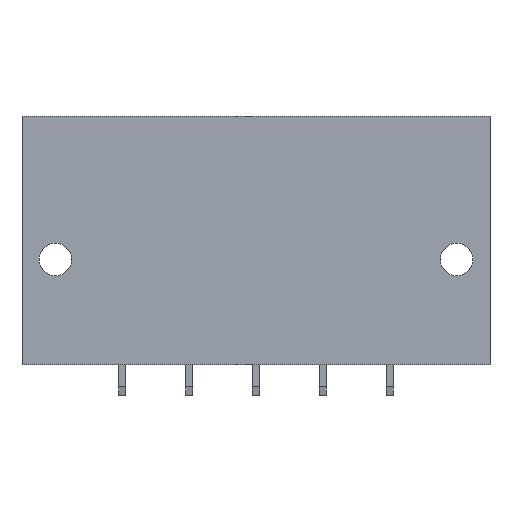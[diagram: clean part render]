
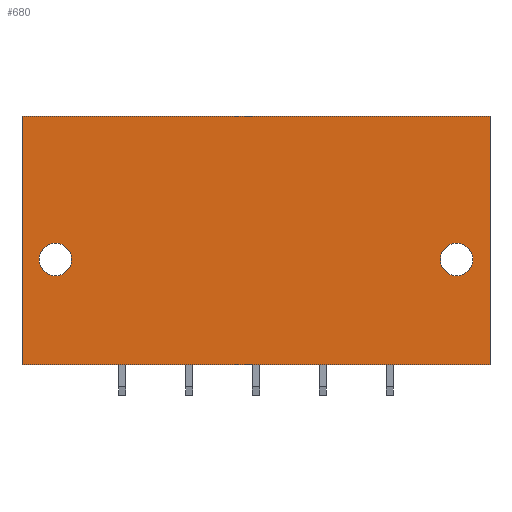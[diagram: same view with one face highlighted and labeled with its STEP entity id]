
A CAD part, front view. The second image highlights one B-rep face of the part: STEP entity #680.
In plain terms, the highlighted planar face has unit normal (0, -1, 0).
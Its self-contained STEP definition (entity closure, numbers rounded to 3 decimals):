
#617=AXIS2_PLACEMENT_3D('Plane Axis2P3D',#614,#615,#616) ;
#646=AXIS2_PLACEMENT_3D('Circle Axis2P3D',#644,#645,$) ;
#655=AXIS2_PLACEMENT_3D('Circle Axis2P3D',#653,#654,$) ;
#664=AXIS2_PLACEMENT_3D('Circle Axis2P3D',#662,#663,$) ;
#673=AXIS2_PLACEMENT_3D('Circle Axis2P3D',#671,#672,$) ;
#216=CARTESIAN_POINT('Vertex',(53.34,0.,3.5)) ;
#219=CARTESIAN_POINT('Line Origine',(26.67,0.,3.5)) ;
#223=CARTESIAN_POINT('Vertex',(0.,0.,3.5)) ;
#614=CARTESIAN_POINT('Axis2P3D Location',(7.62,0.,31.8)) ;
#619=CARTESIAN_POINT('Line Origine',(53.34,0.,17.65)) ;
#623=CARTESIAN_POINT('Vertex',(53.34,0.,31.8)) ;
#626=CARTESIAN_POINT('Line Origine',(26.67,0.,31.8)) ;
#630=CARTESIAN_POINT('Vertex',(0.,0.,31.8)) ;
#633=CARTESIAN_POINT('Line Origine',(0.,0.,17.65)) ;
#644=CARTESIAN_POINT('Axis2P3D Location',(49.53,0.,15.5)) ;
#648=CARTESIAN_POINT('Vertex',(49.53,0.,17.35)) ;
#650=CARTESIAN_POINT('Vertex',(49.53,0.,13.65)) ;
#653=CARTESIAN_POINT('Axis2P3D Location',(49.53,0.,15.5)) ;
#662=CARTESIAN_POINT('Axis2P3D Location',(3.81,0.,15.5)) ;
#666=CARTESIAN_POINT('Vertex',(3.81,0.,17.35)) ;
#668=CARTESIAN_POINT('Vertex',(3.81,0.,13.65)) ;
#671=CARTESIAN_POINT('Axis2P3D Location',(3.81,0.,15.5)) ;
#220=DIRECTION('Vector Direction',(-1.,0.,0.)) ;
#615=DIRECTION('Axis2P3D Direction',(0.,-1.,0.)) ;
#616=DIRECTION('Axis2P3D XDirection',(0.,-0.,-1.)) ;
#620=DIRECTION('Vector Direction',(0.,0.,-1.)) ;
#627=DIRECTION('Vector Direction',(1.,0.,0.)) ;
#634=DIRECTION('Vector Direction',(0.,0.,-1.)) ;
#645=DIRECTION('Axis2P3D Direction',(0.,-1.,0.)) ;
#654=DIRECTION('Axis2P3D Direction',(0.,-1.,0.)) ;
#663=DIRECTION('Axis2P3D Direction',(0.,-1.,0.)) ;
#672=DIRECTION('Axis2P3D Direction',(0.,-1.,0.)) ;
#221=VECTOR('Line Direction',#220,1.) ;
#621=VECTOR('Line Direction',#620,1.) ;
#628=VECTOR('Line Direction',#627,1.) ;
#635=VECTOR('Line Direction',#634,1.) ;
#639=ORIENTED_EDGE('',*,*,#625,.F.) ;
#640=ORIENTED_EDGE('',*,*,#632,.T.) ;
#641=ORIENTED_EDGE('',*,*,#637,.T.) ;
#642=ORIENTED_EDGE('',*,*,#225,.T.) ;
#659=ORIENTED_EDGE('',*,*,#652,.T.) ;
#660=ORIENTED_EDGE('',*,*,#657,.T.) ;
#677=ORIENTED_EDGE('',*,*,#670,.F.) ;
#678=ORIENTED_EDGE('',*,*,#675,.F.) ;
#661=FACE_BOUND('',#658,.T.) ;
#679=FACE_BOUND('',#676,.T.) ;
#680=ADVANCED_FACE('HOUSING',(#643,#661,#679),#618,.T.) ;
#647=CIRCLE('generated circle',#646,1.85) ;
#656=CIRCLE('generated circle',#655,1.85) ;
#665=CIRCLE('generated circle',#664,1.85) ;
#674=CIRCLE('generated circle',#673,1.85) ;
#225=EDGE_CURVE('',#224,#217,#222,.F.) ;
#625=EDGE_CURVE('',#624,#217,#622,.T.) ;
#632=EDGE_CURVE('',#624,#631,#629,.F.) ;
#637=EDGE_CURVE('',#631,#224,#636,.T.) ;
#652=EDGE_CURVE('',#649,#651,#647,.F.) ;
#657=EDGE_CURVE('',#651,#649,#656,.F.) ;
#670=EDGE_CURVE('',#667,#669,#665,.T.) ;
#675=EDGE_CURVE('',#669,#667,#674,.T.) ;
#638=EDGE_LOOP('',(#639,#640,#641,#642)) ;
#658=EDGE_LOOP('',(#659,#660)) ;
#676=EDGE_LOOP('',(#677,#678)) ;
#643=FACE_OUTER_BOUND('',#638,.T.) ;
#222=LINE('Line',#219,#221) ;
#622=LINE('Line',#619,#621) ;
#629=LINE('Line',#626,#628) ;
#636=LINE('Line',#633,#635) ;
#618=PLANE('',#617) ;
#217=VERTEX_POINT('',#216) ;
#224=VERTEX_POINT('',#223) ;
#624=VERTEX_POINT('',#623) ;
#631=VERTEX_POINT('',#630) ;
#649=VERTEX_POINT('',#648) ;
#651=VERTEX_POINT('',#650) ;
#667=VERTEX_POINT('',#666) ;
#669=VERTEX_POINT('',#668) ;
